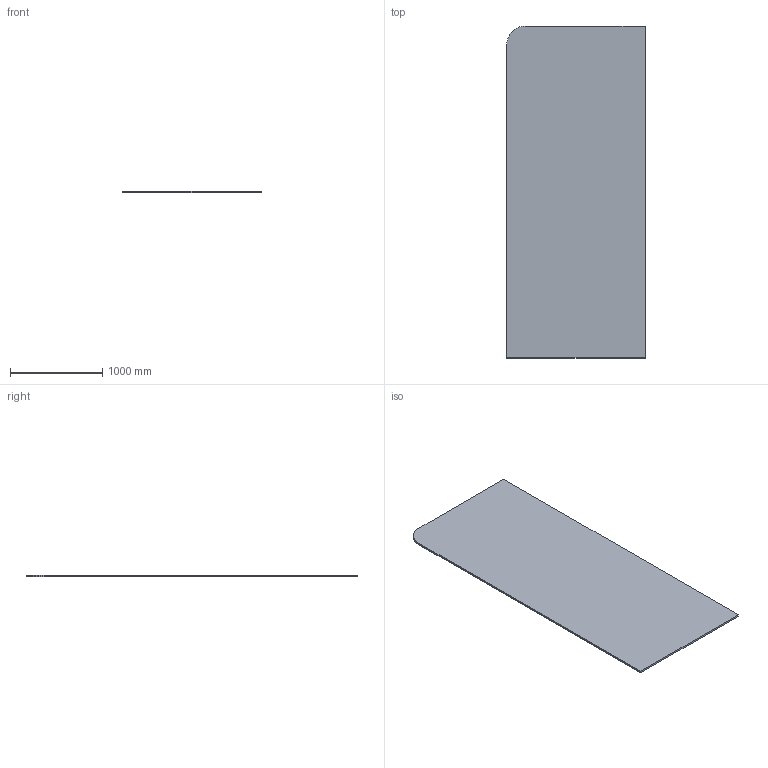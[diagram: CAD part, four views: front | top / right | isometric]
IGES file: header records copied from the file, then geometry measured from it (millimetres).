
Start section: Data transfer from Napa to IGES Project: M2014/A Command: TOIGES CAPL,TYPE=128,K=D,PTOL=-.001,PATCH
Global section: file name: M2014A_capl.igs; native system: Napa  12-05-25  level D     NAPA Release B179 2011.3-0 x86   (P); author: GUES; organization: DST/Duisburg; date: 140408.123500; units: metre
Bounding box: 1500 x 3600 x 20 mm (x, y, z)
Surface area: 10985029.1 mm2 (no closed solid volume)
Topology: 0 solids, 0 shells, 22 faces, 120 edges, 120 vertices
Faces by surface type: bspline 22
